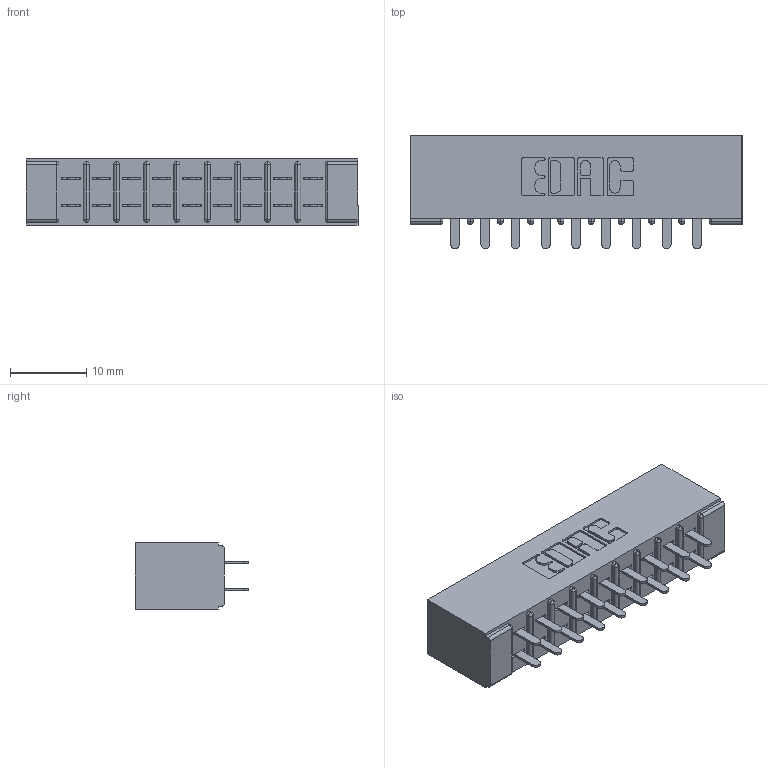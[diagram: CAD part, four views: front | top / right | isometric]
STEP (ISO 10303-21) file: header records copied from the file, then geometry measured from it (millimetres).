
FILE_DESCRIPTION (( 'STEP AP203' ), '1' );
FILE_NAME ('305-018-521-201.STEP', '2019-09-09T12:40:15', ( '' ), ( '' ), 'SwSTEP 2.0', 'SolidWorks 2016', '' );
FILE_SCHEMA (( 'CONFIG_CONTROL_DESIGN' ));
Length unit declared in the file: inch
Products named in the file (3): 305-290-001_521; 305 Part_No Mounting; 305-018-521-201
Assembly tree (19 placements, depth 2):
  305-018-521-201
    305 Part_No Mounting
    305-290-001_521  x18
Bounding box: 43.54 x 14.86 x 8.71 mm (x, y, z)
Volume: 2920.3 mm3; surface area: 5249.7 mm2
Topology: 19 solids, 19 shells, 936 faces, 2659 edges, 1722 vertices
Faces by surface type: plane 550, cylinder 350, sphere 36
Entity records: 13364 total; most frequent: CARTESIAN_POINT 2209, ORIENTED_EDGE 2186, DIRECTION 2161, EDGE_CURVE 1093, LINE 853, VECTOR 853, VERTEX_POINT 702, AXIS2_PLACEMENT_3D 654
